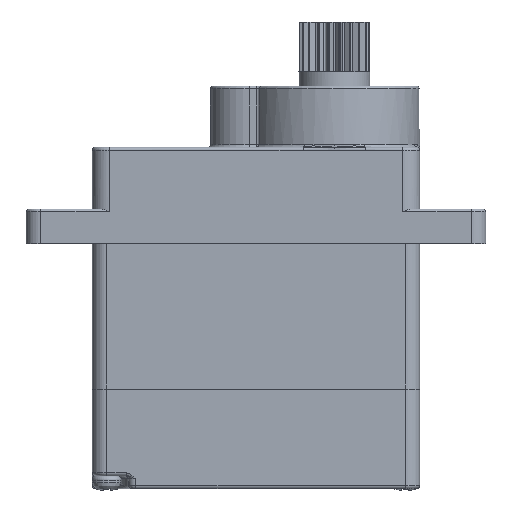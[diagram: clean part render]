
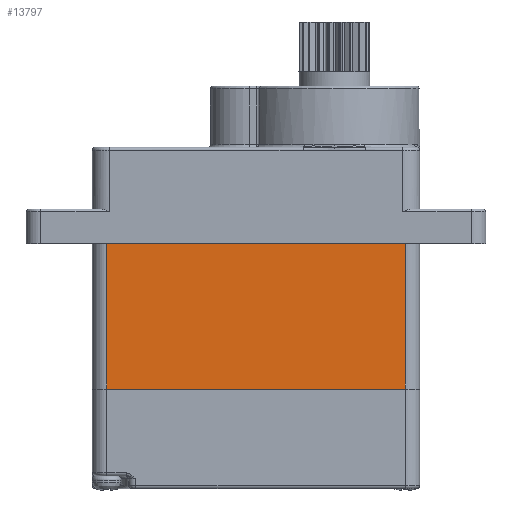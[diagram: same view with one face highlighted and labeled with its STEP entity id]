
A CAD part, left-side view. The second image highlights one B-rep face of the part: STEP entity #13797.
In plain terms, the highlighted planar face has unit normal (-1, 0, 0).
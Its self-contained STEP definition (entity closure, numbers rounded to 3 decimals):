
#13797=ADVANCED_FACE('',(#16557),#15137,.T.);
#15137=PLANE('',#46854);
#16557=FACE_OUTER_BOUND('',#18661,.T.);
#18661=EDGE_LOOP('',(#25061,#25062,#25063,#25064));
#25061=ORIENTED_EDGE('',*,*,#36327,.F.);
#25062=ORIENTED_EDGE('',*,*,#36370,.T.);
#25063=ORIENTED_EDGE('',*,*,#36371,.F.);
#25064=ORIENTED_EDGE('',*,*,#36372,.T.);
#32017=VERTEX_POINT('',#71768);
#32018=VERTEX_POINT('',#71770);
#32056=VERTEX_POINT('',#71854);
#32057=VERTEX_POINT('',#71856);
#36327=EDGE_CURVE('',#32017,#32018,#40231,.T.);
#36370=EDGE_CURVE('',#32017,#32056,#40254,.T.);
#36371=EDGE_CURVE('',#32057,#32056,#40255,.T.);
#36372=EDGE_CURVE('',#32057,#32018,#40256,.T.);
#40231=LINE('',#71769,#43063);
#40254=LINE('',#71853,#43086);
#40255=LINE('',#71855,#43087);
#40256=LINE('',#71857,#43088);
#43063=VECTOR('',#54574,1.);
#43086=VECTOR('',#54643,1.);
#43087=VECTOR('',#54644,1.);
#43088=VECTOR('',#54645,1.);
#46854=AXIS2_PLACEMENT_3D('',#71858,#54646,#54647);
#54574=DIRECTION('',(0.,-1.,0.));
#54643=DIRECTION('',(0.,0.,-1.));
#54644=DIRECTION('',(0.,1.,0.));
#54645=DIRECTION('',(0.,0.,1.));
#54646=DIRECTION('',(-1.,0.,0.));
#54647=DIRECTION('',(0.,1.,0.));
#71768=CARTESIAN_POINT('',(44.,110.5,17.2));
#71769=CARTESIAN_POINT('',(44.,105.725,17.2));
#71770=CARTESIAN_POINT('',(44.,89.5,17.2));
#71853=CARTESIAN_POINT('',(44.,110.5,0.));
#71854=CARTESIAN_POINT('',(44.,110.5,7.));
#71855=CARTESIAN_POINT('',(44.,105.725,7.));
#71856=CARTESIAN_POINT('',(44.,89.5,7.));
#71857=CARTESIAN_POINT('',(44.,89.5,0.));
#71858=CARTESIAN_POINT('',(44.,111.45,0.));
